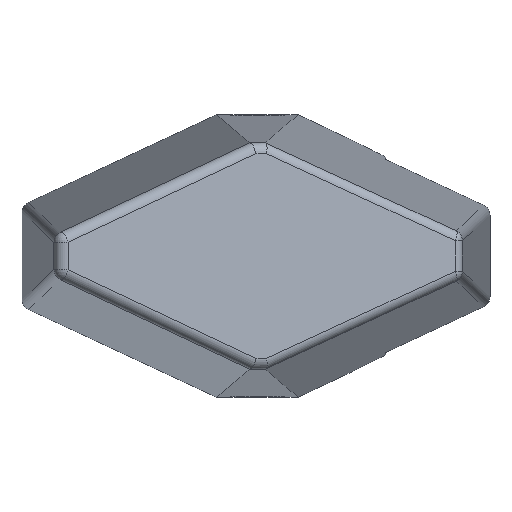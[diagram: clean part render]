
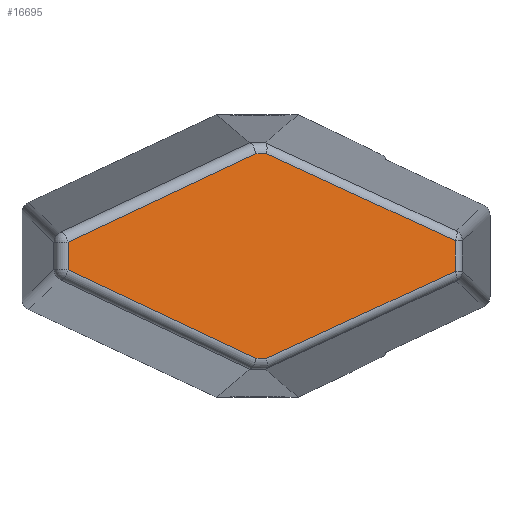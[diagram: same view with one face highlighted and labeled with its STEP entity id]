
A CAD part, left-side view. The second image highlights one B-rep face of the part: STEP entity #16695.
In plain terms, the highlighted face is planar.
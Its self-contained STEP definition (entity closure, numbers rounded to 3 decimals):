
#9 = VECTOR ( 'NONE', #11266, 1000. ) ;
#230 = ORIENTED_EDGE ( 'NONE', *, *, #326, .T. ) ;
#326 = EDGE_CURVE ( 'NONE', #7268, #16281, #16732, .T. ) ;
#358 = ORIENTED_EDGE ( 'NONE', *, *, #16706, .T. ) ;
#941 = VERTEX_POINT ( 'NONE', #15153 ) ;
#984 = DIRECTION ( 'NONE',  ( 0.398, 0.314, -0.862 ) ) ;
#1035 = ORIENTED_EDGE ( 'NONE', *, *, #3728, .T. ) ;
#1348 = CARTESIAN_POINT ( 'NONE',  ( -4.778, 142.119, -0.074 ) ) ;
#1531 = CARTESIAN_POINT ( 'NONE',  ( 0.438, 145.47, -9.279 ) ) ;
#1533 = CARTESIAN_POINT ( 'NONE',  ( -6.6, 145.55, -9.5 ) ) ;
#1631 = DIRECTION ( 'NONE',  ( 0.398, -0.314, 0.862 ) ) ;
#1833 = ORIENTED_EDGE ( 'NONE', *, *, #11201, .T. ) ;
#2419 = CARTESIAN_POINT ( 'NONE',  ( 0.714, 138.729, 9.241 ) ) ;
#2619 = VECTOR ( 'NONE', #5145, 1000. ) ;
#2831 = LINE ( 'NONE', #15785, #3763 ) ;
#3079 = FACE_OUTER_BOUND ( 'NONE', #3619, .T. ) ;
#3406 = CARTESIAN_POINT ( 'NONE',  ( 4.778, 142.119, -0.074 ) ) ;
#3471 = ORIENTED_EDGE ( 'NONE', *, *, #14891, .T. ) ;
#3619 = EDGE_LOOP ( 'NONE', ( #16259, #6166, #1833, #358, #230, #4950, #3471, #1035 ) ) ;
#3728 = EDGE_CURVE ( 'NONE', #14944, #941, #7548, .T. ) ;
#3763 = VECTOR ( 'NONE', #1631, 1000. ) ;
#4759 = AXIS2_PLACEMENT_3D ( 'NONE', #1533, #9564, #8294 ) ;
#4950 = ORIENTED_EDGE ( 'NONE', *, *, #13666, .T. ) ;
#5145 = DIRECTION ( 'NONE',  ( -0.003, -0.342, 0.94 ) ) ;
#5229 = VECTOR ( 'NONE', #984, 1000. ) ;
#6166 = ORIENTED_EDGE ( 'NONE', *, *, #15837, .T. ) ;
#7268 = VERTEX_POINT ( 'NONE', #1348 ) ;
#7487 = VECTOR ( 'NONE', #14498, 1000. ) ;
#7548 = LINE ( 'NONE', #16222, #5229 ) ;
#8032 = LINE ( 'NONE', #13180, #7487 ) ;
#8041 = VERTEX_POINT ( 'NONE', #3406 ) ;
#8244 = CARTESIAN_POINT ( 'NONE',  ( -0.714, 138.729, 9.241 ) ) ;
#8294 = DIRECTION ( 'NONE',  ( 0., 0.342, -0.94 ) ) ;
#8595 = VECTOR ( 'NONE', #13847, 1000. ) ;
#9371 = LINE ( 'NONE', #1531, #14348 ) ;
#9564 = DIRECTION ( 'NONE',  ( 0., -0.94, -0.342 ) ) ;
#9568 = VERTEX_POINT ( 'NONE', #8244 ) ;
#10596 = CARTESIAN_POINT ( 'NONE',  ( -0.651, 145.305, -8.826 ) ) ;
#10617 = CARTESIAN_POINT ( 'NONE',  ( 0.651, 145.305, -8.826 ) ) ;
#10723 = CARTESIAN_POINT ( 'NONE',  ( 1.034, 138.729, 9.241 ) ) ;
#11201 = EDGE_CURVE ( 'NONE', #16008, #15502, #11322, .T. ) ;
#11266 = DIRECTION ( 'NONE',  ( 1., 0., 0. ) ) ;
#11322 = LINE ( 'NONE', #13757, #8595 ) ;
#11907 = DIRECTION ( 'NONE',  ( -0.003, 0.342, -0.94 ) ) ;
#13180 = CARTESIAN_POINT ( 'NONE',  ( -4.75, 142.141, -0.133 ) ) ;
#13403 = LINE ( 'NONE', #10723, #9 ) ;
#13666 = EDGE_CURVE ( 'NONE', #16281, #9568, #2831, .T. ) ;
#13757 = CARTESIAN_POINT ( 'NONE',  ( -0.968, 145.305, -8.826 ) ) ;
#13847 = DIRECTION ( 'NONE',  ( -1., 0., 0. ) ) ;
#14277 = CARTESIAN_POINT ( 'NONE',  ( -4.78, 141.938, 0.423 ) ) ;
#14348 = VECTOR ( 'NONE', #14497, 1000. ) ;
#14497 = DIRECTION ( 'NONE',  ( -0.405, 0.313, -0.859 ) ) ;
#14498 = DIRECTION ( 'NONE',  ( -0.405, -0.313, 0.859 ) ) ;
#14891 = EDGE_CURVE ( 'NONE', #9568, #14944, #13403, .T. ) ;
#14944 = VERTEX_POINT ( 'NONE', #2419 ) ;
#15153 = CARTESIAN_POINT ( 'NONE',  ( 4.78, 141.938, 0.423 ) ) ;
#15502 = VERTEX_POINT ( 'NONE', #10596 ) ;
#15637 = CARTESIAN_POINT ( 'NONE',  ( -4.78, 141.962, 0.358 ) ) ;
#15774 = PLANE ( 'NONE',  #4759 ) ;
#15785 = CARTESIAN_POINT ( 'NONE',  ( -0.636, 138.668, 9.41 ) ) ;
#15837 = EDGE_CURVE ( 'NONE', #8041, #16008, #9371, .T. ) ;
#15863 = VECTOR ( 'NONE', #11907, 1000. ) ;
#15942 = LINE ( 'NONE', #16019, #15863 ) ;
#16008 = VERTEX_POINT ( 'NONE', #10617 ) ;
#16019 = CARTESIAN_POINT ( 'NONE',  ( 4.777, 142.221, -0.352 ) ) ;
#16222 = CARTESIAN_POINT ( 'NONE',  ( 4.885, 142.021, 0.195 ) ) ;
#16259 = ORIENTED_EDGE ( 'NONE', *, *, #16740, .T. ) ;
#16281 = VERTEX_POINT ( 'NONE', #14277 ) ;
#16695 = ADVANCED_FACE ( 'NONE', ( #3079 ), #15774, .F. ) ;
#16706 = EDGE_CURVE ( 'NONE', #15502, #7268, #8032, .T. ) ;
#16732 = LINE ( 'NONE', #15637, #2619 ) ;
#16740 = EDGE_CURVE ( 'NONE', #941, #8041, #15942, .T. ) ;
